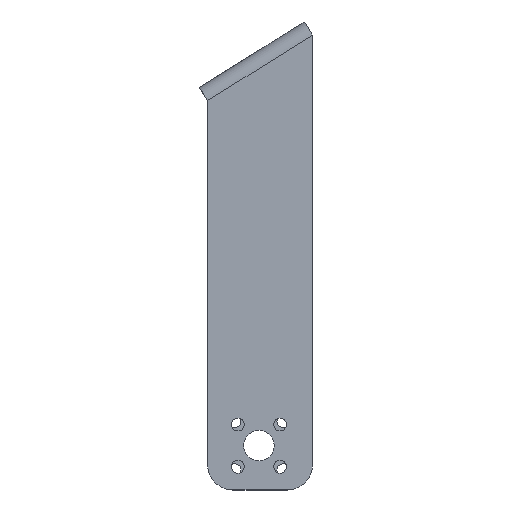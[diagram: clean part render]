
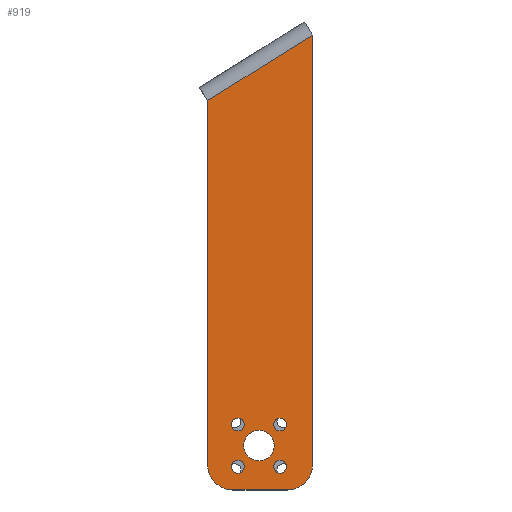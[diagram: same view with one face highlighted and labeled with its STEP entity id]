
A CAD part, left-side view. The second image highlights one B-rep face of the part: STEP entity #919.
In plain terms, the highlighted planar face has unit normal (-1, 0, 0).
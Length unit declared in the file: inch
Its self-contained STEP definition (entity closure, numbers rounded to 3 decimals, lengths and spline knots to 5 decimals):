
#15=FACE_BOUND('',#120,.T.);
#16=FACE_BOUND('',#121,.T.);
#17=FACE_BOUND('',#122,.T.);
#18=FACE_BOUND('',#123,.T.);
#19=FACE_BOUND('',#124,.T.);
#36=PLANE('',#983);
#67=FACE_OUTER_BOUND('',#119,.T.);
#119=EDGE_LOOP('',(#643,#644,#645,#646,#647,#648));
#120=EDGE_LOOP('',(#649));
#121=EDGE_LOOP('',(#650));
#122=EDGE_LOOP('',(#651));
#123=EDGE_LOOP('',(#652));
#124=EDGE_LOOP('',(#653));
#191=LINE('',#1399,#273);
#194=LINE('',#1405,#276);
#195=LINE('',#1407,#277);
#196=LINE('',#1409,#278);
#273=VECTOR('',#1111,0.3937);
#276=VECTOR('',#1116,0.3937);
#277=VECTOR('',#1117,0.3937);
#278=VECTOR('',#1118,0.3937);
#349=CIRCLE('',#968,0.08268);
#351=CIRCLE('',#971,0.08268);
#353=CIRCLE('',#974,0.08268);
#355=CIRCLE('',#977,0.08268);
#358=CIRCLE('',#981,0.32583);
#359=CIRCLE('',#984,0.32583);
#360=CIRCLE('',#985,0.19685);
#401=VERTEX_POINT('',#1365);
#403=VERTEX_POINT('',#1371);
#405=VERTEX_POINT('',#1377);
#407=VERTEX_POINT('',#1383);
#411=VERTEX_POINT('',#1392);
#412=VERTEX_POINT('',#1394);
#413=VERTEX_POINT('',#1398);
#415=VERTEX_POINT('',#1404);
#416=VERTEX_POINT('',#1406);
#417=VERTEX_POINT('',#1408);
#418=VERTEX_POINT('',#1411);
#485=EDGE_CURVE('',#401,#401,#349,.T.);
#488=EDGE_CURVE('',#403,#403,#351,.T.);
#491=EDGE_CURVE('',#405,#405,#353,.T.);
#494=EDGE_CURVE('',#407,#407,#355,.T.);
#499=EDGE_CURVE('',#411,#412,#358,.T.);
#501=EDGE_CURVE('',#413,#412,#191,.T.);
#504=EDGE_CURVE('',#415,#411,#194,.T.);
#505=EDGE_CURVE('',#415,#416,#195,.T.);
#506=EDGE_CURVE('',#416,#417,#196,.T.);
#507=EDGE_CURVE('',#413,#417,#359,.T.);
#508=EDGE_CURVE('',#418,#418,#360,.T.);
#643=ORIENTED_EDGE('',*,*,#499,.F.);
#644=ORIENTED_EDGE('',*,*,#504,.F.);
#645=ORIENTED_EDGE('',*,*,#505,.T.);
#646=ORIENTED_EDGE('',*,*,#506,.T.);
#647=ORIENTED_EDGE('',*,*,#507,.F.);
#648=ORIENTED_EDGE('',*,*,#501,.T.);
#649=ORIENTED_EDGE('',*,*,#485,.T.);
#650=ORIENTED_EDGE('',*,*,#488,.T.);
#651=ORIENTED_EDGE('',*,*,#491,.T.);
#652=ORIENTED_EDGE('',*,*,#494,.T.);
#653=ORIENTED_EDGE('',*,*,#508,.T.);
#919=ADVANCED_FACE('',(#67,#15,#16,#17,#18,#19),#36,.T.);
#968=AXIS2_PLACEMENT_3D('',#1366,#1075,#1076);
#971=AXIS2_PLACEMENT_3D('',#1372,#1082,#1083);
#974=AXIS2_PLACEMENT_3D('',#1378,#1089,#1090);
#977=AXIS2_PLACEMENT_3D('',#1384,#1096,#1097);
#981=AXIS2_PLACEMENT_3D('',#1395,#1106,#1107);
#983=AXIS2_PLACEMENT_3D('',#1403,#1114,#1115);
#984=AXIS2_PLACEMENT_3D('',#1410,#1119,#1120);
#985=AXIS2_PLACEMENT_3D('',#1412,#1121,#1122);
#1075=DIRECTION('center_axis',(1.,0.,0.));
#1076=DIRECTION('ref_axis',(0.,0.,1.));
#1082=DIRECTION('center_axis',(1.,0.,0.));
#1083=DIRECTION('ref_axis',(0.,0.,1.));
#1089=DIRECTION('center_axis',(1.,0.,0.));
#1090=DIRECTION('ref_axis',(0.,0.,1.));
#1096=DIRECTION('center_axis',(1.,0.,0.));
#1097=DIRECTION('ref_axis',(0.,0.,1.));
#1106=DIRECTION('center_axis',(1.,0.,0.));
#1107=DIRECTION('ref_axis',(0.,-0.707,-0.707));
#1111=DIRECTION('',(0.,-1.,0.));
#1114=DIRECTION('center_axis',(-1.,0.,0.));
#1115=DIRECTION('ref_axis',(0.,0.,1.));
#1116=DIRECTION('',(0.,0.,-1.));
#1117=DIRECTION('',(0.,0.848,-0.53));
#1118=DIRECTION('',(0.,0.,-1.));
#1119=DIRECTION('center_axis',(1.,0.,0.));
#1120=DIRECTION('ref_axis',(0.,0.707,-0.707));
#1121=DIRECTION('center_axis',(1.,0.,0.));
#1122=DIRECTION('ref_axis',(0.,0.,1.));
#1365=CARTESIAN_POINT('',(-4.11662,0.41961,-1.98548));
#1366=CARTESIAN_POINT('Origin',(-4.11662,0.41961,-1.9028));
#1371=CARTESIAN_POINT('',(-4.11662,0.96409,-1.98548));
#1372=CARTESIAN_POINT('Origin',(-4.11662,0.96409,-1.9028));
#1377=CARTESIAN_POINT('',(-4.11662,0.41961,-2.52995));
#1378=CARTESIAN_POINT('Origin',(-4.11662,0.41961,-2.44728));
#1383=CARTESIAN_POINT('',(-4.11662,0.96409,-2.52995));
#1384=CARTESIAN_POINT('Origin',(-4.11662,0.96409,-2.44728));
#1392=CARTESIAN_POINT('',(-4.11662,0.,-2.42232));
#1394=CARTESIAN_POINT('',(-4.11662,0.32583,-2.74815));
#1395=CARTESIAN_POINT('Origin',(-4.11662,0.32583,-2.42232));
#1398=CARTESIAN_POINT('',(-4.11662,1.02852,-2.74815));
#1399=CARTESIAN_POINT('',(-4.11662,0.67718,-2.74815));
#1403=CARTESIAN_POINT('Origin',(-4.11662,0.67718,1.96256));
#1404=CARTESIAN_POINT('',(-4.11662,0.,3.13011));
#1405=CARTESIAN_POINT('',(-4.11662,0.,0.79502));
#1406=CARTESIAN_POINT('',(-4.11662,1.35435,2.28382));
#1407=CARTESIAN_POINT('',(-4.11662,0.,3.13011));
#1408=CARTESIAN_POINT('',(-4.11662,1.35435,-2.42232));
#1409=CARTESIAN_POINT('',(-4.11662,1.35435,2.28382));
#1410=CARTESIAN_POINT('Origin',(-4.11662,1.02852,-2.42232));
#1411=CARTESIAN_POINT('',(-4.11662,0.69185,-2.37189));
#1412=CARTESIAN_POINT('Origin',(-4.11662,0.69185,-2.17504));
